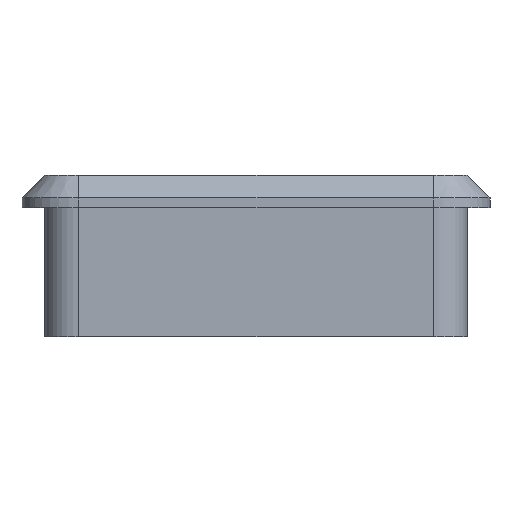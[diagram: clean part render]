
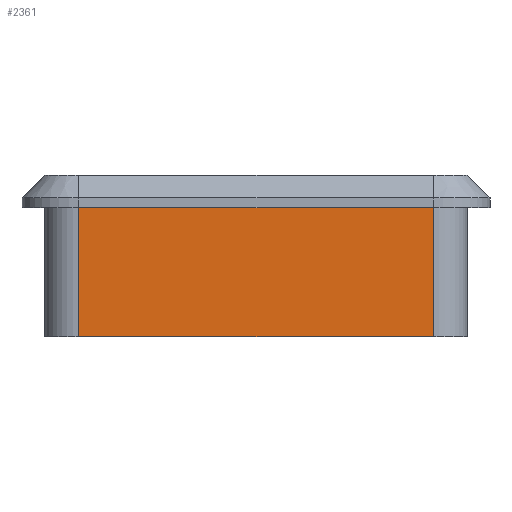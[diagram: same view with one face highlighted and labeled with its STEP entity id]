
A CAD part, left-side view. The second image highlights one B-rep face of the part: STEP entity #2361.
In plain terms, the highlighted planar face has unit normal (-1, 0, 0).
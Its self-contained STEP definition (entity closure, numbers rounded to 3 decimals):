
#102 = PLANE('',#103);
#103 = AXIS2_PLACEMENT_3D('',#104,#105,#106);
#104 = CARTESIAN_POINT('',(-100.327,-36.709,-32.4));
#105 = DIRECTION('',(0.,0.,1.));
#106 = DIRECTION('',(0.,1.,0.));
#1786 = CYLINDRICAL_SURFACE('',#1787,4.2);
#1787 = AXIS2_PLACEMENT_3D('',#1788,#1789,#1790);
#1788 = CARTESIAN_POINT('',(-125.477,-14.72,-30.4));
#1789 = DIRECTION('',(0.,0.,1.));
#1790 = DIRECTION('',(1.,0.,0.));
#1811 = VERTEX_POINT('',#1812);
#1812 = CARTESIAN_POINT('',(-129.677,-14.72,-32.4));
#1834 = EDGE_CURVE('',#1811,#1835,#1837,.T.);
#1835 = VERTEX_POINT('',#1836);
#1836 = CARTESIAN_POINT('',(-129.677,-14.72,-16.4));
#1837 = SURFACE_CURVE('',#1838,(#1842,#1849),.PCURVE_S1.);
#1838 = LINE('',#1839,#1840);
#1839 = CARTESIAN_POINT('',(-129.677,-14.72,-16.4));
#1840 = VECTOR('',#1841,1.);
#1841 = DIRECTION('',(0.,0.,1.));
#1842 = PCURVE('',#1786,#1843);
#1843 = DEFINITIONAL_REPRESENTATION('',(#1844),#1848);
#1844 = LINE('',#1845,#1846);
#1845 = CARTESIAN_POINT('',(3.142,14.));
#1846 = VECTOR('',#1847,1.);
#1847 = DIRECTION('',(0.,1.));
#1848 = ( GEOMETRIC_REPRESENTATION_CONTEXT(2) 
PARAMETRIC_REPRESENTATION_CONTEXT() REPRESENTATION_CONTEXT('2D SPACE',''
  ) );
#1849 = PCURVE('',#1850,#1855);
#1850 = PLANE('',#1851);
#1851 = AXIS2_PLACEMENT_3D('',#1852,#1853,#1854);
#1852 = CARTESIAN_POINT('',(-129.677,-36.709,-24.4));
#1853 = DIRECTION('',(-1.,0.,0.));
#1854 = DIRECTION('',(0.,0.,-1.));
#1855 = DEFINITIONAL_REPRESENTATION('',(#1856),#1860);
#1856 = LINE('',#1857,#1858);
#1857 = CARTESIAN_POINT('',(-8.,-21.989));
#1858 = VECTOR('',#1859,1.);
#1859 = DIRECTION('',(-1.,0.));
#1860 = ( GEOMETRIC_REPRESENTATION_CONTEXT(2) 
PARAMETRIC_REPRESENTATION_CONTEXT() REPRESENTATION_CONTEXT('2D SPACE',''
  ) );
#1877 = PLANE('',#1878);
#1878 = AXIS2_PLACEMENT_3D('',#1879,#1880,#1881);
#1879 = CARTESIAN_POINT('',(-100.727,-36.709,-16.4));
#1880 = DIRECTION('',(-0.,-0.,-1.));
#1881 = DIRECTION('',(-1.,0.,0.));
#2273 = CYLINDRICAL_SURFACE('',#2274,4.2);
#2274 = AXIS2_PLACEMENT_3D('',#2275,#2276,#2277);
#2275 = CARTESIAN_POINT('',(-125.477,-58.697,-30.4));
#2276 = DIRECTION('',(0.,0.,1.));
#2277 = DIRECTION('',(1.,0.,0.));
#2288 = EDGE_CURVE('',#2289,#2291,#2293,.T.);
#2289 = VERTEX_POINT('',#2290);
#2290 = CARTESIAN_POINT('',(-129.677,-58.697,-16.4));
#2291 = VERTEX_POINT('',#2292);
#2292 = CARTESIAN_POINT('',(-129.677,-58.697,-32.4));
#2293 = SURFACE_CURVE('',#2294,(#2298,#2305),.PCURVE_S1.);
#2294 = LINE('',#2295,#2296);
#2295 = CARTESIAN_POINT('',(-129.677,-58.697,-30.4));
#2296 = VECTOR('',#2297,1.);
#2297 = DIRECTION('',(-0.,0.,-1.));
#2298 = PCURVE('',#2273,#2299);
#2299 = DEFINITIONAL_REPRESENTATION('',(#2300),#2304);
#2300 = LINE('',#2301,#2302);
#2301 = CARTESIAN_POINT('',(3.142,0.));
#2302 = VECTOR('',#2303,1.);
#2303 = DIRECTION('',(0.,-1.));
#2304 = ( GEOMETRIC_REPRESENTATION_CONTEXT(2) 
PARAMETRIC_REPRESENTATION_CONTEXT() REPRESENTATION_CONTEXT('2D SPACE',''
  ) );
#2305 = PCURVE('',#1850,#2306);
#2306 = DEFINITIONAL_REPRESENTATION('',(#2307),#2311);
#2307 = LINE('',#2308,#2309);
#2308 = CARTESIAN_POINT('',(6.,21.989));
#2309 = VECTOR('',#2310,1.);
#2310 = DIRECTION('',(1.,0.));
#2311 = ( GEOMETRIC_REPRESENTATION_CONTEXT(2) 
PARAMETRIC_REPRESENTATION_CONTEXT() REPRESENTATION_CONTEXT('2D SPACE',''
  ) );
#2361 = ADVANCED_FACE('',(#2362),#1850,.T.);
#2362 = FACE_BOUND('',#2363,.T.);
#2363 = EDGE_LOOP('',(#2364,#2385,#2386,#2407));
#2364 = ORIENTED_EDGE('',*,*,#2365,.T.);
#2365 = EDGE_CURVE('',#1811,#2291,#2366,.T.);
#2366 = SURFACE_CURVE('',#2367,(#2371,#2378),.PCURVE_S1.);
#2367 = LINE('',#2368,#2369);
#2368 = CARTESIAN_POINT('',(-129.677,-47.703,-32.4));
#2369 = VECTOR('',#2370,1.);
#2370 = DIRECTION('',(0.,-1.,0.));
#2371 = PCURVE('',#1850,#2372);
#2372 = DEFINITIONAL_REPRESENTATION('',(#2373),#2377);
#2373 = LINE('',#2374,#2375);
#2374 = CARTESIAN_POINT('',(8.,10.994));
#2375 = VECTOR('',#2376,1.);
#2376 = DIRECTION('',(0.,1.));
#2377 = ( GEOMETRIC_REPRESENTATION_CONTEXT(2) 
PARAMETRIC_REPRESENTATION_CONTEXT() REPRESENTATION_CONTEXT('2D SPACE',''
  ) );
#2378 = PCURVE('',#102,#2379);
#2379 = DEFINITIONAL_REPRESENTATION('',(#2380),#2384);
#2380 = LINE('',#2381,#2382);
#2381 = CARTESIAN_POINT('',(-10.994,29.35));
#2382 = VECTOR('',#2383,1.);
#2383 = DIRECTION('',(-1.,0.));
#2384 = ( GEOMETRIC_REPRESENTATION_CONTEXT(2) 
PARAMETRIC_REPRESENTATION_CONTEXT() REPRESENTATION_CONTEXT('2D SPACE',''
  ) );
#2385 = ORIENTED_EDGE('',*,*,#2288,.F.);
#2386 = ORIENTED_EDGE('',*,*,#2387,.F.);
#2387 = EDGE_CURVE('',#1835,#2289,#2388,.T.);
#2388 = SURFACE_CURVE('',#2389,(#2393,#2400),.PCURVE_S1.);
#2389 = LINE('',#2390,#2391);
#2390 = CARTESIAN_POINT('',(-129.677,-58.697,-16.4));
#2391 = VECTOR('',#2392,1.);
#2392 = DIRECTION('',(0.,-1.,0.));
#2393 = PCURVE('',#1850,#2394);
#2394 = DEFINITIONAL_REPRESENTATION('',(#2395),#2399);
#2395 = LINE('',#2396,#2397);
#2396 = CARTESIAN_POINT('',(-8.,21.989));
#2397 = VECTOR('',#2398,1.);
#2398 = DIRECTION('',(0.,1.));
#2399 = ( GEOMETRIC_REPRESENTATION_CONTEXT(2) 
PARAMETRIC_REPRESENTATION_CONTEXT() REPRESENTATION_CONTEXT('2D SPACE',''
  ) );
#2400 = PCURVE('',#1877,#2401);
#2401 = DEFINITIONAL_REPRESENTATION('',(#2402),#2406);
#2402 = LINE('',#2403,#2404);
#2403 = CARTESIAN_POINT('',(28.95,-21.989));
#2404 = VECTOR('',#2405,1.);
#2405 = DIRECTION('',(0.,-1.));
#2406 = ( GEOMETRIC_REPRESENTATION_CONTEXT(2) 
PARAMETRIC_REPRESENTATION_CONTEXT() REPRESENTATION_CONTEXT('2D SPACE',''
  ) );
#2407 = ORIENTED_EDGE('',*,*,#1834,.F.);
